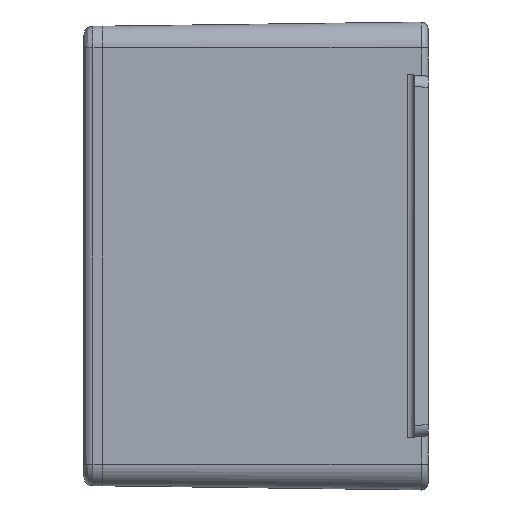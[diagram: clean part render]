
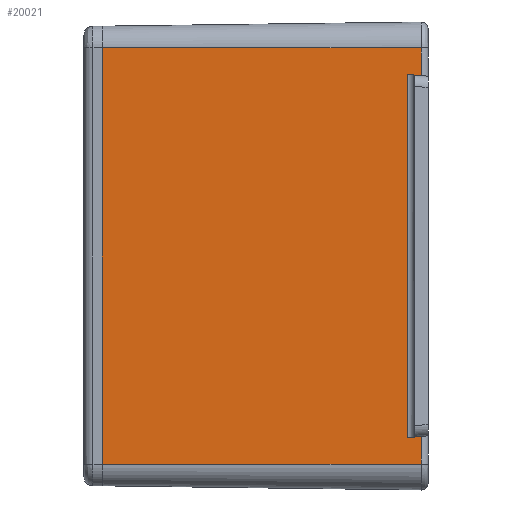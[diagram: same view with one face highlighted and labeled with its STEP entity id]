
A CAD part, left-side view. The second image highlights one B-rep face of the part: STEP entity #20021.
In plain terms, the highlighted planar face has unit normal (-1, 0.013, 0).
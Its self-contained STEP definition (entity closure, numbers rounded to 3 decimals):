
#131 = VERTEX_POINT ( 'NONE', #15692 ) ;
#379 = EDGE_CURVE ( 'NONE', #18167, #4013, #7523, .T. ) ;
#595 = ORIENTED_EDGE ( 'NONE', *, *, #12649, .T. ) ;
#1490 = EDGE_CURVE ( 'NONE', #131, #10941, #20910, .T. ) ;
#1729 = LINE ( 'NONE', #3047, #10200 ) ;
#1984 = CARTESIAN_POINT ( 'NONE',  ( -69.75, 71.9, -45.955 ) ) ;
#2017 = CARTESIAN_POINT ( 'NONE',  ( -70.668, 1.52, 39.961 ) ) ;
#2673 = EDGE_CURVE ( 'NONE', #6122, #11744, #11458, .T. ) ;
#3047 = CARTESIAN_POINT ( 'NONE',  ( -70.668, 1.52, 39.961 ) ) ;
#3686 = DIRECTION ( 'NONE',  ( -0.013, -1., 0. ) ) ;
#3817 = VECTOR ( 'NONE', #12159, 1000. ) ;
#3990 = ORIENTED_EDGE ( 'NONE', *, *, #379, .F. ) ;
#4013 = VERTEX_POINT ( 'NONE', #15266 ) ;
#4112 = ORIENTED_EDGE ( 'NONE', *, *, #1490, .T. ) ;
#4119 = DIRECTION ( 'NONE',  ( 0.013, 1., 0. ) ) ;
#4229 = CARTESIAN_POINT ( 'NONE',  ( -69.75, 71.9, 45.955 ) ) ;
#4329 = LINE ( 'NONE', #20508, #3817 ) ;
#4678 = ORIENTED_EDGE ( 'NONE', *, *, #7453, .T. ) ;
#4754 = DIRECTION ( 'NONE',  ( 0., 0., -1. ) ) ;
#4819 = CARTESIAN_POINT ( 'NONE',  ( -69.75, 71.9, -45.955 ) ) ;
#5012 = VECTOR ( 'NONE', #10458, 1000. ) ;
#5249 = EDGE_CURVE ( 'NONE', #131, #18167, #18446, .T. ) ;
#6046 = ORIENTED_EDGE ( 'NONE', *, *, #5249, .F. ) ;
#6122 = VERTEX_POINT ( 'NONE', #17186 ) ;
#6410 = LINE ( 'NONE', #4819, #10903 ) ;
#6425 = VECTOR ( 'NONE', #8973, 1000. ) ;
#6513 = CARTESIAN_POINT ( 'NONE',  ( -70.668, 1.52, 39.831 ) ) ;
#7114 = CARTESIAN_POINT ( 'NONE',  ( -70.668, 1.52, -39.831 ) ) ;
#7277 = CARTESIAN_POINT ( 'NONE',  ( -70.668, 1.52, 39.831 ) ) ;
#7296 = CARTESIAN_POINT ( 'NONE',  ( -70.628, 4.579, -40.099 ) ) ;
#7425 = DIRECTION ( 'NONE',  ( 0.013, 0.996, 0.087 ) ) ;
#7453 = EDGE_CURVE ( 'NONE', #10941, #19253, #4329, .T. ) ;
#7459 = VECTOR ( 'NONE', #4119, 1000. ) ;
#7523 = LINE ( 'NONE', #7277, #12063 ) ;
#8547 = EDGE_CURVE ( 'NONE', #6122, #4013, #13476, .T. ) ;
#8973 = DIRECTION ( 'NONE',  ( -0.013, -0.996, 0.087 ) ) ;
#9677 = CARTESIAN_POINT ( 'NONE',  ( -70.668, 1.52, -45.955 ) ) ;
#10105 = VERTEX_POINT ( 'NONE', #9677 ) ;
#10200 = VECTOR ( 'NONE', #4754, 1000. ) ;
#10384 = AXIS2_PLACEMENT_3D ( 'NONE', #1984, #13814, #3686 ) ;
#10458 = DIRECTION ( 'NONE',  ( 0., 0., -1. ) ) ;
#10772 = CARTESIAN_POINT ( 'NONE',  ( -69.75, 71.9, 45.955 ) ) ;
#10839 = CARTESIAN_POINT ( 'NONE',  ( -70.628, 4.579, -45.955 ) ) ;
#10903 = VECTOR ( 'NONE', #14931, 1000. ) ;
#10941 = VERTEX_POINT ( 'NONE', #4229 ) ;
#11008 = ORIENTED_EDGE ( 'NONE', *, *, #15272, .F. ) ;
#11458 = LINE ( 'NONE', #7296, #6425 ) ;
#11744 = VERTEX_POINT ( 'NONE', #7114 ) ;
#12063 = VECTOR ( 'NONE', #7425, 1000. ) ;
#12159 = DIRECTION ( 'NONE',  ( 0., 0., -1. ) ) ;
#12557 = DIRECTION ( 'NONE',  ( 0., 0., 1. ) ) ;
#12649 = EDGE_CURVE ( 'NONE', #19253, #10105, #6410, .T. ) ;
#13476 = LINE ( 'NONE', #10839, #21895 ) ;
#13749 = FACE_OUTER_BOUND ( 'NONE', #18527, .T. ) ;
#13814 = DIRECTION ( 'NONE',  ( -1., 0.013, 0. ) ) ;
#14931 = DIRECTION ( 'NONE',  ( -0.013, -1., 0. ) ) ;
#15265 = ORIENTED_EDGE ( 'NONE', *, *, #2673, .F. ) ;
#15266 = CARTESIAN_POINT ( 'NONE',  ( -70.628, 4.579, 40.099 ) ) ;
#15272 = EDGE_CURVE ( 'NONE', #11744, #10105, #1729, .T. ) ;
#15692 = CARTESIAN_POINT ( 'NONE',  ( -70.668, 1.52, 45.955 ) ) ;
#17186 = CARTESIAN_POINT ( 'NONE',  ( -70.628, 4.579, -40.099 ) ) ;
#18167 = VERTEX_POINT ( 'NONE', #6513 ) ;
#18446 = LINE ( 'NONE', #2017, #5012 ) ;
#18483 = ORIENTED_EDGE ( 'NONE', *, *, #8547, .T. ) ;
#18527 = EDGE_LOOP ( 'NONE', ( #4112, #4678, #595, #11008, #15265, #18483, #3990, #6046 ) ) ;
#19253 = VERTEX_POINT ( 'NONE', #20522 ) ;
#20021 = ADVANCED_FACE ( 'NONE', ( #13749 ), #20415, .T. ) ;
#20415 = PLANE ( 'NONE',  #10384 ) ;
#20508 = CARTESIAN_POINT ( 'NONE',  ( -69.75, 71.9, -45.955 ) ) ;
#20522 = CARTESIAN_POINT ( 'NONE',  ( -69.75, 71.9, -45.955 ) ) ;
#20910 = LINE ( 'NONE', #10772, #7459 ) ;
#21895 = VECTOR ( 'NONE', #12557, 1000. ) ;
